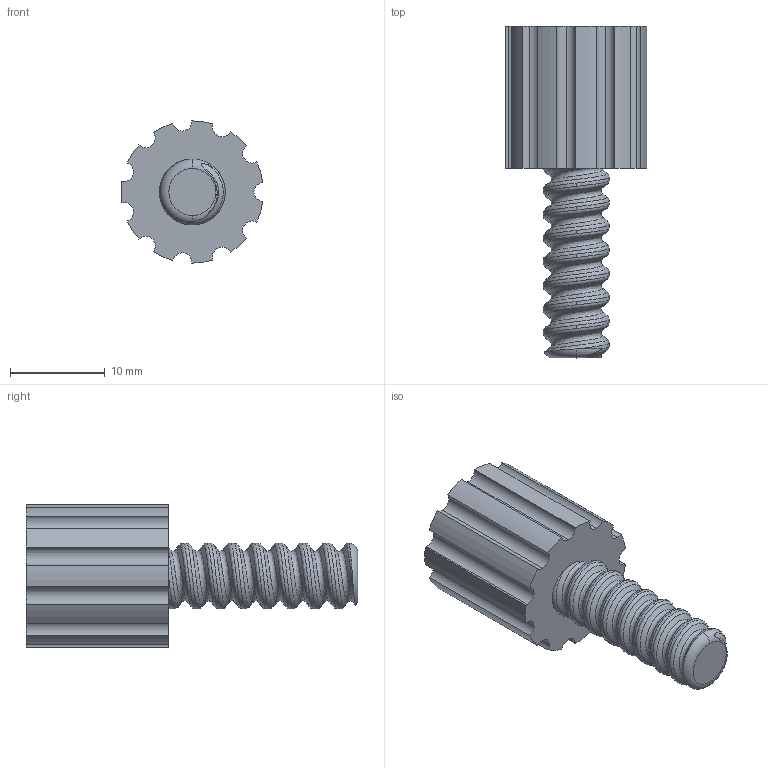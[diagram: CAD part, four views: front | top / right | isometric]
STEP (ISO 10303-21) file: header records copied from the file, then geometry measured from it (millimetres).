
FILE_DESCRIPTION (( 'STEP AP214' ), '1' );
FILE_NAME ('bolt.STEP', '2019-08-09T21:03:13', ( '' ), ( '' ), 'SwSTEP 2.0', 'SolidWorks 2012', '' );
FILE_SCHEMA (( 'AUTOMOTIVE_DESIGN' ));
Length unit declared in the file: millimetre
Products named in the file (1): bolt
Bounding box: 14.92 x 35 x 15 mm (x, y, z)
Volume: 3010.4 mm3; surface area: 1689.6 mm2
Topology: 1 solids, 1 shells, 56 faces, 158 edges, 105 vertices
Faces by surface type: cylinder 45, bspline 5, plane 4, torus 2
Entity records: 5754 total; most frequent: CARTESIAN_POINT 4354, ORIENTED_EDGE 316, DIRECTION 278, EDGE_CURVE 158, AXIS2_PLACEMENT_3D 116, VERTEX_POINT 105, CIRCLE 64, EDGE_LOOP 57
